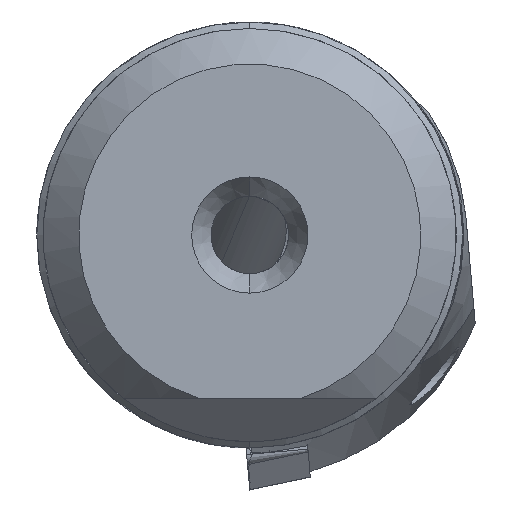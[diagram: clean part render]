
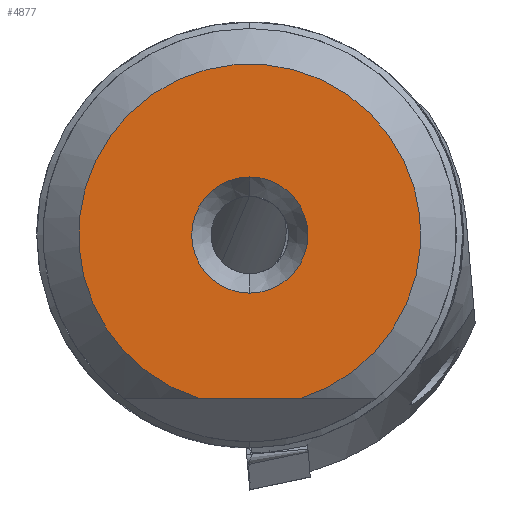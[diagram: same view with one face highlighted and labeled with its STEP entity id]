
A CAD part, left-side view. The second image highlights one B-rep face of the part: STEP entity #4877.
In plain terms, the highlighted planar face has unit normal (-1, 0, 0).
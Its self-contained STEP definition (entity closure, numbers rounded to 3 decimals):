
#144 = AXIS2_PLACEMENT_3D ( 'NONE', #1213, #1212, #1210 ) ;
#152 = AXIS2_PLACEMENT_3D ( 'NONE', #3188, #3186, #3184 ) ;
#180 = CARTESIAN_POINT ( 'NONE',  ( 0., -1.955, -6.33 ) ) ;
#385 = AXIS2_PLACEMENT_3D ( 'NONE', #2332, #2351, #2352 ) ;
#616 = AXIS2_PLACEMENT_3D ( 'NONE', #2777, #2776, #2775 ) ;
#807 = CIRCLE ( 'NONE', #144, 2.25 ) ;
#1026 = CIRCLE ( 'NONE', #152, 6.625 ) ;
#1191 = CIRCLE ( 'NONE', #616, 2.25 ) ;
#1210 = DIRECTION ( 'NONE',  ( 0., 0., 1. ) ) ;
#1212 = DIRECTION ( 'NONE',  ( -1., 0., 0. ) ) ;
#1213 = CARTESIAN_POINT ( 'NONE',  ( 0., 0., 0. ) ) ;
#1289 = LINE ( 'NONE', #3469, #1291 ) ;
#1291 = VECTOR ( 'NONE', #3462, 1000. ) ;
#1512 = VERTEX_POINT ( 'NONE', #4666 ) ;
#1673 = EDGE_CURVE ( 'NONE', #2306, #2047, #807, .T. ) ;
#2047 = VERTEX_POINT ( 'NONE', #3816 ) ;
#2169 = EDGE_LOOP ( 'NONE', ( #4956, #4962 ) ) ;
#2259 = EDGE_LOOP ( 'NONE', ( #4935, #4949 ) ) ;
#2306 = VERTEX_POINT ( 'NONE', #3859 ) ;
#2332 = CARTESIAN_POINT ( 'NONE',  ( 0., 2.25, 0. ) ) ;
#2350 = PLANE ( 'NONE',  #385 ) ;
#2351 = DIRECTION ( 'NONE',  ( 1., 0., 0. ) ) ;
#2352 = DIRECTION ( 'NONE',  ( 0., 0., -1. ) ) ;
#2775 = DIRECTION ( 'NONE',  ( 0., 0., 1. ) ) ;
#2776 = DIRECTION ( 'NONE',  ( -1., 0., 0. ) ) ;
#2777 = CARTESIAN_POINT ( 'NONE',  ( 0., 0., 0. ) ) ;
#3184 = DIRECTION ( 'NONE',  ( 0., 0., 1. ) ) ;
#3186 = DIRECTION ( 'NONE',  ( -1., 0., 0. ) ) ;
#3188 = CARTESIAN_POINT ( 'NONE',  ( 0., 0., 0. ) ) ;
#3462 = DIRECTION ( 'NONE',  ( 0., -1., 0. ) ) ;
#3469 = CARTESIAN_POINT ( 'NONE',  ( 0., 2.25, -6.33 ) ) ;
#3816 = CARTESIAN_POINT ( 'NONE',  ( 0., 0., -2.25 ) ) ;
#3859 = CARTESIAN_POINT ( 'NONE',  ( 0., 0., 2.25 ) ) ;
#3944 = EDGE_CURVE ( 'NONE', #5030, #1512, #1026, .T. ) ;
#4126 = EDGE_CURVE ( 'NONE', #2047, #2306, #1191, .T. ) ;
#4188 = EDGE_CURVE ( 'NONE', #1512, #5030, #1289, .T. ) ;
#4386 = FACE_BOUND ( 'NONE', #2259, .T. ) ;
#4391 = FACE_OUTER_BOUND ( 'NONE', #2169, .T. ) ;
#4666 = CARTESIAN_POINT ( 'NONE',  ( 0., 1.955, -6.33 ) ) ;
#4877 = ADVANCED_FACE ( 'NONE', ( #4386, #4391 ), #2350, .F. ) ;
#4935 = ORIENTED_EDGE ( 'NONE', *, *, #1673, .F. ) ;
#4949 = ORIENTED_EDGE ( 'NONE', *, *, #4126, .F. ) ;
#4956 = ORIENTED_EDGE ( 'NONE', *, *, #3944, .T. ) ;
#4962 = ORIENTED_EDGE ( 'NONE', *, *, #4188, .T. ) ;
#5030 = VERTEX_POINT ( 'NONE', #180 ) ;
